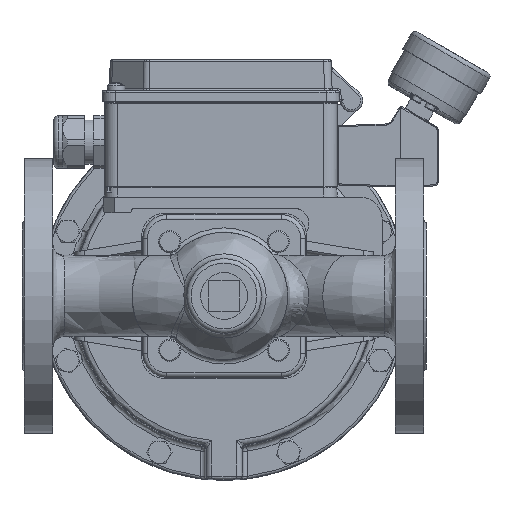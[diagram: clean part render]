
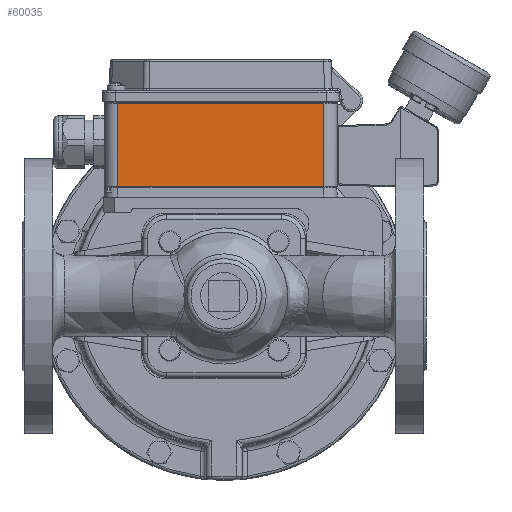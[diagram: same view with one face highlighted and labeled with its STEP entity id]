
A CAD part, front view. The second image highlights one B-rep face of the part: STEP entity #60035.
In plain terms, the highlighted planar face has unit normal (0, -1, -0.018).
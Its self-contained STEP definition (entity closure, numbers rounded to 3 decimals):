
#5253=PLANE('',#64123);
#8227=FACE_OUTER_BOUND('',#11855,.T.);
#11855=EDGE_LOOP('',(#43574,#43575,#43576,#43577));
#15380=LINE('',#100235,#19161);
#15700=LINE('',#105277,#19481);
#15903=LINE('',#108683,#19684);
#15904=LINE('',#108684,#19685);
#19161=VECTOR('',#71846,94.);
#19481=VECTOR('',#72638,94.);
#19684=VECTOR('',#73075,37.803);
#19685=VECTOR('',#73076,37.803);
#25162=VERTEX_POINT('',#100226);
#25165=VERTEX_POINT('',#100233);
#25645=VERTEX_POINT('',#105273);
#25646=VERTEX_POINT('',#105275);
#31327=EDGE_CURVE('',#25162,#25165,#15380,.T.);
#31968=EDGE_CURVE('',#25645,#25646,#15700,.T.);
#32197=EDGE_CURVE('',#25165,#25645,#15903,.T.);
#32198=EDGE_CURVE('',#25646,#25162,#15904,.T.);
#43574=ORIENTED_EDGE('',*,*,#32197,.T.);
#43575=ORIENTED_EDGE('',*,*,#31968,.T.);
#43576=ORIENTED_EDGE('',*,*,#32198,.T.);
#43577=ORIENTED_EDGE('',*,*,#31327,.T.);
#60035=ADVANCED_FACE('',(#8227),#5253,.T.);
#64123=AXIS2_PLACEMENT_3D('',#108682,#73073,#73074);
#71846=DIRECTION('',(1.,0.,0.));
#72638=DIRECTION('',(-1.,0.,0.));
#73073=DIRECTION('center_axis',(0.,-1.,
-0.018));
#73074=DIRECTION('ref_axis',(0.,0.018,-1.));
#73075=DIRECTION('',(0.,-0.018,1.));
#73076=DIRECTION('',(0.,0.018,-1.));
#100226=CARTESIAN_POINT('',(-45.485,121.79,50.05));
#100233=CARTESIAN_POINT('',(48.515,121.79,50.05));
#100235=CARTESIAN_POINT('',(-51.485,121.79,50.05));
#105273=CARTESIAN_POINT('',(48.515,121.096,87.846));
#105275=CARTESIAN_POINT('',(-45.485,121.096,87.846));
#105277=CARTESIAN_POINT('',(-45.485,121.096,87.846));
#108682=CARTESIAN_POINT('Origin',(-51.485,121.79,50.05));
#108683=CARTESIAN_POINT('',(48.515,121.79,50.05));
#108684=CARTESIAN_POINT('',(-45.485,121.79,50.05));
